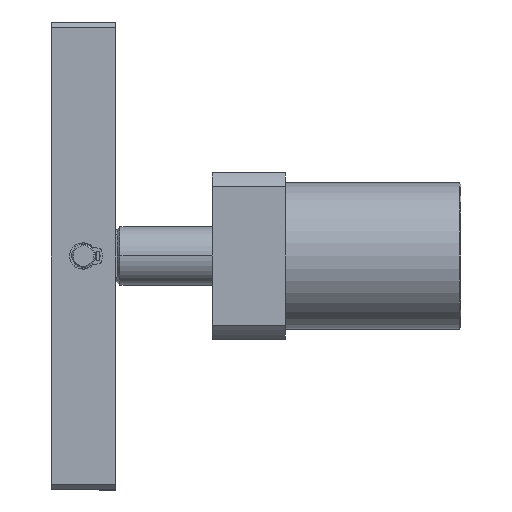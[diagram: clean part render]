
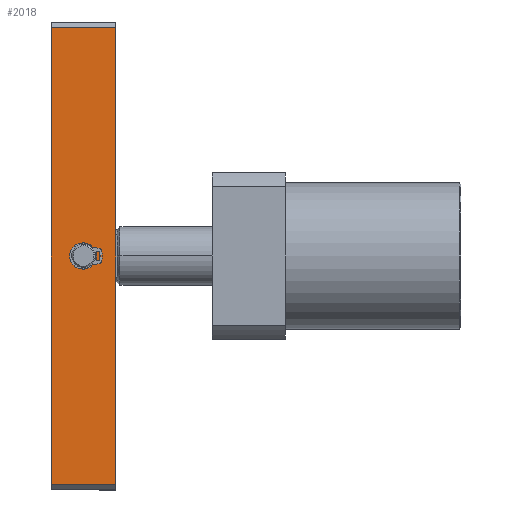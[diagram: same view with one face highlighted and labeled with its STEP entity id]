
A CAD part, left-side view. The second image highlights one B-rep face of the part: STEP entity #2018.
In plain terms, the highlighted face is planar.
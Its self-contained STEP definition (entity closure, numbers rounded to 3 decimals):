
#78 = AXIS2_PLACEMENT_3D ( 'NONE', #2084, #2082, #2079 ) ;
#395 = FACE_BOUND ( 'NONE', #3958, .T. ) ;
#398 = FACE_OUTER_BOUND ( 'NONE', #4049, .T. ) ;
#411 = LINE ( 'NONE', #2420, #487 ) ;
#487 = VECTOR ( 'NONE', #2416, 1000. ) ;
#514 = VECTOR ( 'NONE', #2128, 1000. ) ;
#582 = LINE ( 'NONE', #2135, #514 ) ;
#603 = CIRCLE ( 'NONE', #78, 4.5 ) ;
#614 = VECTOR ( 'NONE', #2124, 1000. ) ;
#615 = CIRCLE ( 'NONE', #4454, 4.5 ) ;
#770 = LINE ( 'NONE', #2134, #614 ) ;
#1248 = VERTEX_POINT ( 'NONE', #3300 ) ;
#1268 = VERTEX_POINT ( 'NONE', #3280 ) ;
#1273 = VERTEX_POINT ( 'NONE', #3275 ) ;
#1280 = VERTEX_POINT ( 'NONE', #3268 ) ;
#1403 = VERTEX_POINT ( 'NONE', #3168 ) ;
#1420 = VERTEX_POINT ( 'NONE', #3155 ) ;
#2018 = ADVANCED_FACE ( 'NONE', ( #395, #398 ), #5850, .F. ) ;
#2079 = DIRECTION ( 'NONE',  ( 1., 0., 0. ) ) ;
#2082 = DIRECTION ( 'NONE',  ( 0., 0., 1. ) ) ;
#2084 = CARTESIAN_POINT ( 'NONE',  ( 80., 11., -22. ) ) ;
#2110 = DIRECTION ( 'NONE',  ( 0., 0., 1. ) ) ;
#2124 = DIRECTION ( 'NONE',  ( 0., -1., 0. ) ) ;
#2128 = DIRECTION ( 'NONE',  ( 0., 1., 0. ) ) ;
#2134 = CARTESIAN_POINT ( 'NONE',  ( 158., 22., -22. ) ) ;
#2135 = CARTESIAN_POINT ( 'NONE',  ( 2., 22., -22. ) ) ;
#2137 = CARTESIAN_POINT ( 'NONE',  ( 80., 11., -22. ) ) ;
#2139 = DIRECTION ( 'NONE',  ( 1., 0., 0. ) ) ;
#2416 = DIRECTION ( 'NONE',  ( -1., 0., 0. ) ) ;
#2420 = CARTESIAN_POINT ( 'NONE',  ( 0., 22., -22. ) ) ;
#2448 = DIRECTION ( 'NONE',  ( -1., 0., 0. ) ) ;
#2457 = CARTESIAN_POINT ( 'NONE',  ( 0., 0., -22. ) ) ;
#2690 = EDGE_CURVE ( 'NONE', #1420, #1248, #615, .T. ) ;
#2692 = EDGE_CURVE ( 'NONE', #1268, #1280, #582, .T. ) ;
#2693 = EDGE_CURVE ( 'NONE', #1273, #1403, #770, .T. ) ;
#2773 = EDGE_CURVE ( 'NONE', #1248, #1420, #603, .T. ) ;
#2785 = EDGE_CURVE ( 'NONE', #1273, #1280, #411, .T. ) ;
#2802 = EDGE_CURVE ( 'NONE', #1403, #1268, #6514, .T. ) ;
#3155 = CARTESIAN_POINT ( 'NONE',  ( 84.5, 11., -22. ) ) ;
#3168 = CARTESIAN_POINT ( 'NONE',  ( 158., 0., -22. ) ) ;
#3268 = CARTESIAN_POINT ( 'NONE',  ( 2., 22., -22. ) ) ;
#3275 = CARTESIAN_POINT ( 'NONE',  ( 158., 22., -22. ) ) ;
#3280 = CARTESIAN_POINT ( 'NONE',  ( 2., 0., -22. ) ) ;
#3300 = CARTESIAN_POINT ( 'NONE',  ( 75.5, 11., -22. ) ) ;
#3958 = EDGE_LOOP ( 'NONE', ( #4243, #4242 ) ) ;
#4049 = EDGE_LOOP ( 'NONE', ( #4241, #4240, #4239, #4238 ) ) ;
#4238 = ORIENTED_EDGE ( 'NONE', *, *, #2693, .T. ) ;
#4239 = ORIENTED_EDGE ( 'NONE', *, *, #2785, .F. ) ;
#4240 = ORIENTED_EDGE ( 'NONE', *, *, #2692, .T. ) ;
#4241 = ORIENTED_EDGE ( 'NONE', *, *, #2802, .T. ) ;
#4242 = ORIENTED_EDGE ( 'NONE', *, *, #2690, .T. ) ;
#4243 = ORIENTED_EDGE ( 'NONE', *, *, #2773, .T. ) ;
#4454 = AXIS2_PLACEMENT_3D ( 'NONE', #2137, #2110, #2139 ) ;
#4604 = AXIS2_PLACEMENT_3D ( 'NONE', #5840, #5538, #5541 ) ;
#5538 = DIRECTION ( 'NONE',  ( 0., 0., 1. ) ) ;
#5541 = DIRECTION ( 'NONE',  ( 1., 0., 0. ) ) ;
#5840 = CARTESIAN_POINT ( 'NONE',  ( 0., 22., -22. ) ) ;
#5850 = PLANE ( 'NONE',  #4604 ) ;
#6507 = VECTOR ( 'NONE', #2448, 1000. ) ;
#6514 = LINE ( 'NONE', #2457, #6507 ) ;
